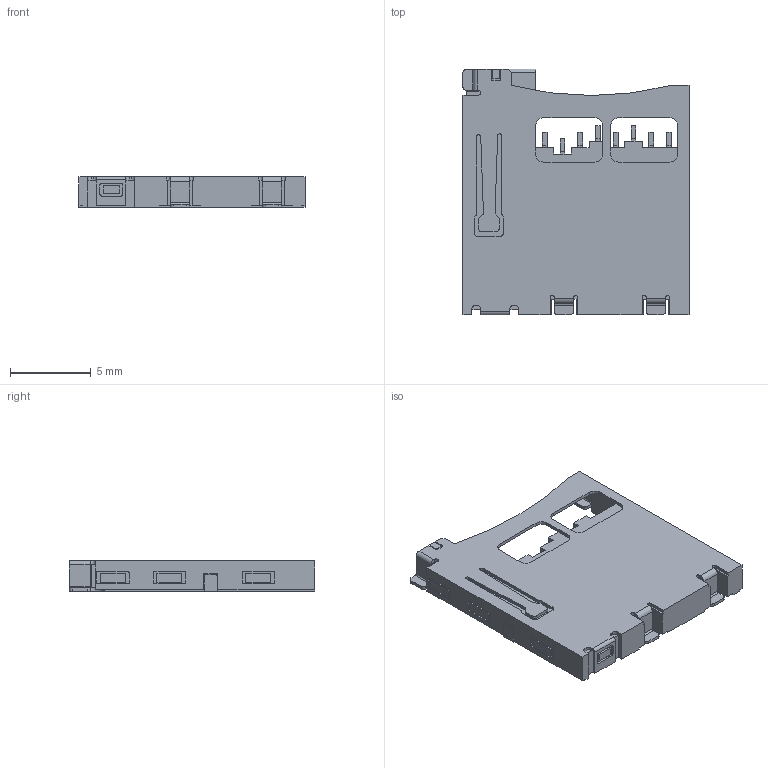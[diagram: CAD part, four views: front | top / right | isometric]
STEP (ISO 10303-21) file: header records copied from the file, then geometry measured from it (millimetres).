
FILE_DESCRIPTION((''),'2;1');
FILE_NAME('MOLEX_500873-0806.stp','2015-01-07T10:14:42',(''),(''),'Mechanical Desktop 2011','Mechanical Desktop 2011',', , ');
FILE_SCHEMA(('AUTOMOTIVE_DESIGN { 1 2 10303 214 1 1 1 1 }'));
Length unit declared in the file: millimetre
Products named in the file (1): Product
Bounding box: 14 x 15.2 x 1.88 mm (x, y, z)
Volume: 299.8 mm3; surface area: 586.6 mm2
Topology: 2 solids, 2 shells, 468 faces, 1310 edges, 866 vertices
Faces by surface type: plane 347, cylinder 121
Entity records: 15004 total; most frequent: CARTESIAN_POINT 2645, ORIENTED_EDGE 2620, DIRECTION 2491, EDGE_CURVE 1310, VECTOR 1067, LINE 1067, VERTEX_POINT 866, AXIS2_PLACEMENT_3D 712
